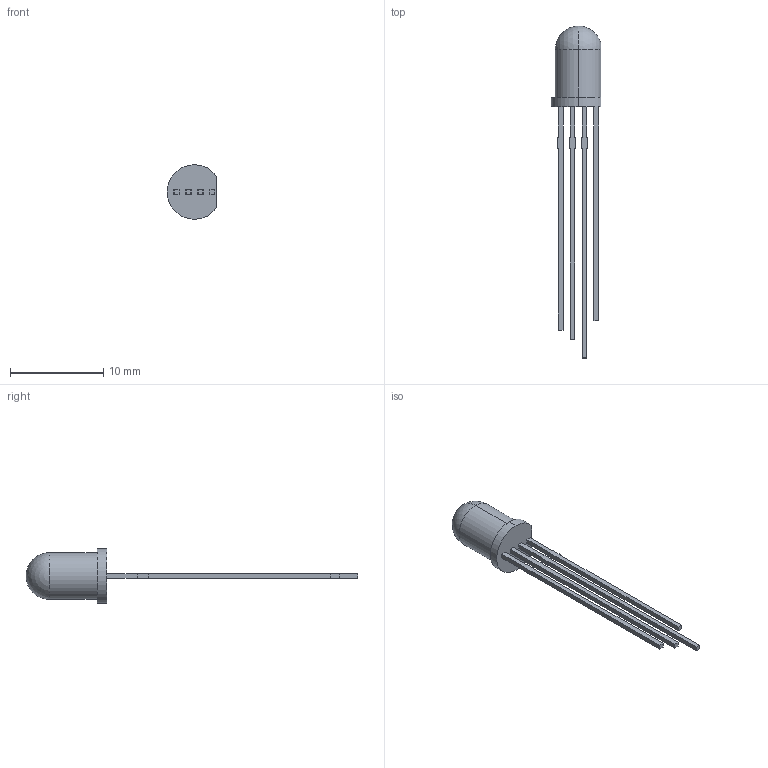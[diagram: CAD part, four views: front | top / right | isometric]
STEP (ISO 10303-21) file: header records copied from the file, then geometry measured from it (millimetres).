
FILE_DESCRIPTION (( 'STEP AP214' ), '1' );
FILE_NAME ('QBL8RGB60D0-2897.STEP', '2023-11-28T02:20:38', ( '' ), ( '' ), 'SwSTEP 2.0', 'SolidWorks 2021', '' );
FILE_SCHEMA (( 'AUTOMOTIVE_DESIGN' ));
Length unit declared in the file: millimetre
Products named in the file (1): QBL8RGB60D0-2897
Bounding box: 5.33 x 35.65 x 5.85 mm (x, y, z)
Volume: 184 mm3; surface area: 371.4 mm2
Topology: 5 solids, 5 shells, 67 faces, 172 edges, 114 vertices
Faces by surface type: plane 59, cylinder 6, sphere 2
Entity records: 2061 total; most frequent: CARTESIAN_POINT 351, ORIENTED_EDGE 340, DIRECTION 321, EDGE_CURVE 170, VECTOR 155, LINE 155, VERTEX_POINT 113, AXIS2_PLACEMENT_3D 83
